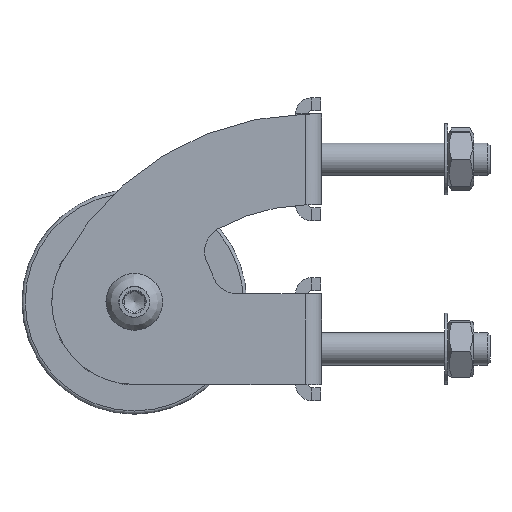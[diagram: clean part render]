
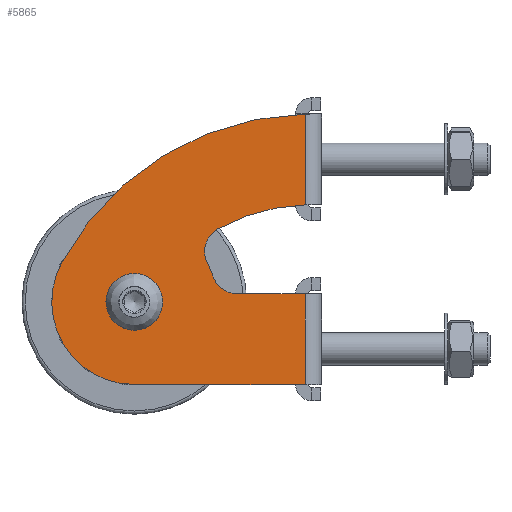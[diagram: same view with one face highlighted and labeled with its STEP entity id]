
A CAD part, left-side view. The second image highlights one B-rep face of the part: STEP entity #5865.
In plain terms, the highlighted planar face has unit normal (-1, 0, 0).
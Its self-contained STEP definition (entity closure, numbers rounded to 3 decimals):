
#189=FACE_BOUND('',#1262,.T.);
#342=PLANE('',#6606);
#825=FACE_OUTER_BOUND('',#1261,.T.);
#1261=EDGE_LOOP('',(#5180,#5181,#5182,#5183,#5184,#5185,#5186,#5187,#5188,
#5189));
#1262=EDGE_LOOP('',(#5190));
#1412=LINE('',#10046,#1711);
#1417=LINE('',#10059,#1716);
#1424=LINE('',#10088,#1723);
#1447=LINE('',#11306,#1746);
#1711=VECTOR('',#7242,10.);
#1716=VECTOR('',#7259,10.);
#1723=VECTOR('',#7276,10.);
#1746=VECTOR('',#7417,10.);
#1945=CIRCLE('',#5962,25.5);
#1947=CIRCLE('',#5965,87.866);
#1949=CIRCLE('',#5968,25.5);
#1951=CIRCLE('',#5971,8.);
#1953=CIRCLE('',#5974,8.);
#1955=CIRCLE('',#5977,59.866);
#2298=CIRCLE('',#6607,8.415);
#2388=VERTEX_POINT('',#8680);
#2389=VERTEX_POINT('',#8681);
#2393=VERTEX_POINT('',#8691);
#2396=VERTEX_POINT('',#8702);
#2397=VERTEX_POINT('',#8703);
#2400=VERTEX_POINT('',#8711);
#2402=VERTEX_POINT('',#8717);
#2405=VERTEX_POINT('',#8725);
#2554=VERTEX_POINT('',#10044);
#2555=VERTEX_POINT('',#10045);
#2832=VERTEX_POINT('',#13102);
#2931=EDGE_CURVE('',#2388,#2389,#1945,.T.);
#2936=EDGE_CURVE('',#2393,#2388,#1947,.T.);
#2940=EDGE_CURVE('',#2396,#2397,#1949,.T.);
#2944=EDGE_CURVE('',#2397,#2400,#1951,.T.);
#2947=EDGE_CURVE('',#2402,#2396,#1953,.T.);
#2951=EDGE_CURVE('',#2400,#2405,#1955,.T.);
#3157=EDGE_CURVE('',#2554,#2555,#1412,.T.);
#3165=EDGE_CURVE('',#2405,#2393,#1417,.T.);
#3176=EDGE_CURVE('',#2402,#2555,#1424,.T.);
#3244=EDGE_CURVE('',#2389,#2554,#1447,.T.);
#3634=EDGE_CURVE('',#2832,#2832,#2298,.T.);
#5180=ORIENTED_EDGE('',*,*,#3244,.T.);
#5181=ORIENTED_EDGE('',*,*,#3157,.T.);
#5182=ORIENTED_EDGE('',*,*,#3176,.F.);
#5183=ORIENTED_EDGE('',*,*,#2947,.T.);
#5184=ORIENTED_EDGE('',*,*,#2940,.T.);
#5185=ORIENTED_EDGE('',*,*,#2944,.T.);
#5186=ORIENTED_EDGE('',*,*,#2951,.T.);
#5187=ORIENTED_EDGE('',*,*,#3165,.T.);
#5188=ORIENTED_EDGE('',*,*,#2936,.T.);
#5189=ORIENTED_EDGE('',*,*,#2931,.T.);
#5190=ORIENTED_EDGE('',*,*,#3634,.F.);
#5865=ADVANCED_FACE('',(#825,#189),#342,.F.);
#5962=AXIS2_PLACEMENT_3D('',#8682,#6775,#6776);
#5965=AXIS2_PLACEMENT_3D('',#8692,#6784,#6785);
#5968=AXIS2_PLACEMENT_3D('',#8704,#6791,#6792);
#5971=AXIS2_PLACEMENT_3D('',#8712,#6799,#6800);
#5974=AXIS2_PLACEMENT_3D('',#8718,#6806,#6807);
#5977=AXIS2_PLACEMENT_3D('',#8726,#6814,#6815);
#6606=AXIS2_PLACEMENT_3D('',#13101,#8317,#8318);
#6607=AXIS2_PLACEMENT_3D('',#13103,#8319,#8320);
#6775=DIRECTION('center_axis',(-1.,0.,0.));
#6776=DIRECTION('ref_axis',(0.,0.,
-1.));
#6784=DIRECTION('center_axis',(-1.,0.,0.));
#6785=DIRECTION('ref_axis',(0.,0.878,0.479));
#6791=DIRECTION('center_axis',(-1.,0.,0.));
#6792=DIRECTION('ref_axis',(0.,-0.886,0.464));
#6799=DIRECTION('center_axis',(1.,0.,0.));
#6800=DIRECTION('ref_axis',(0.,-0.886,0.464));
#6806=DIRECTION('center_axis',(1.,0.,0.));
#6807=DIRECTION('ref_axis',(0.,0.,1.));
#6814=DIRECTION('center_axis',(1.,0.,0.));
#6815=DIRECTION('ref_axis',(0.,-0.483,-0.875));
#7242=DIRECTION('',(0.,0.,1.));
#7259=DIRECTION('',(0.,0.,1.));
#7276=DIRECTION('',(0.,-1.,0.));
#7417=DIRECTION('',(0.,-1.,0.));
#8317=DIRECTION('center_axis',(1.,0.,0.));
#8318=DIRECTION('ref_axis',(0.,1.,0.));
#8319=DIRECTION('center_axis',(-1.,0.,0.));
#8320=DIRECTION('ref_axis',(0.,0.,-1.));
#8680=CARTESIAN_POINT('',(-27.271,78.157,12.212));
#8681=CARTESIAN_POINT('',(-27.271,55.771,-25.5));
#8682=CARTESIAN_POINT('Origin',(-27.271,55.771,0.));
#8691=CARTESIAN_POINT('',(-27.271,3.,57.978));
#8692=CARTESIAN_POINT('Origin',(-27.271,1.021,-29.866));
#8702=CARTESIAN_POINT('',(-27.271,31.556,7.993));
#8703=CARTESIAN_POINT('',(-27.271,33.18,11.827));
#8704=CARTESIAN_POINT('Origin',(-27.271,55.771,0.));
#8711=CARTESIAN_POINT('',(-27.271,29.959,22.541));
#8712=CARTESIAN_POINT('Origin',(-27.271,26.092,15.538));
#8717=CARTESIAN_POINT('',(-27.271,23.959,2.5));
#8718=CARTESIAN_POINT('Origin',(-27.271,23.959,10.5));
#8725=CARTESIAN_POINT('',(-27.271,3.,29.967));
#8726=CARTESIAN_POINT('Origin',(-27.271,1.021,-29.866));
#10044=CARTESIAN_POINT('',(-27.271,3.,-25.5));
#10045=CARTESIAN_POINT('',(-27.271,3.,2.5));
#10046=CARTESIAN_POINT('',(-27.271,3.,-4.625));
#10059=CARTESIAN_POINT('',(-27.271,3.,23.109));
#10088=CARTESIAN_POINT('',(-27.271,-46.823,2.5));
#11306=CARTESIAN_POINT('',(-27.271,-62.729,-25.5));
#13101=CARTESIAN_POINT('Origin',(-27.271,-23.229,16.25));
#13102=CARTESIAN_POINT('',(-27.271,55.771,8.415));
#13103=CARTESIAN_POINT('Origin',(-27.271,55.771,0.));
